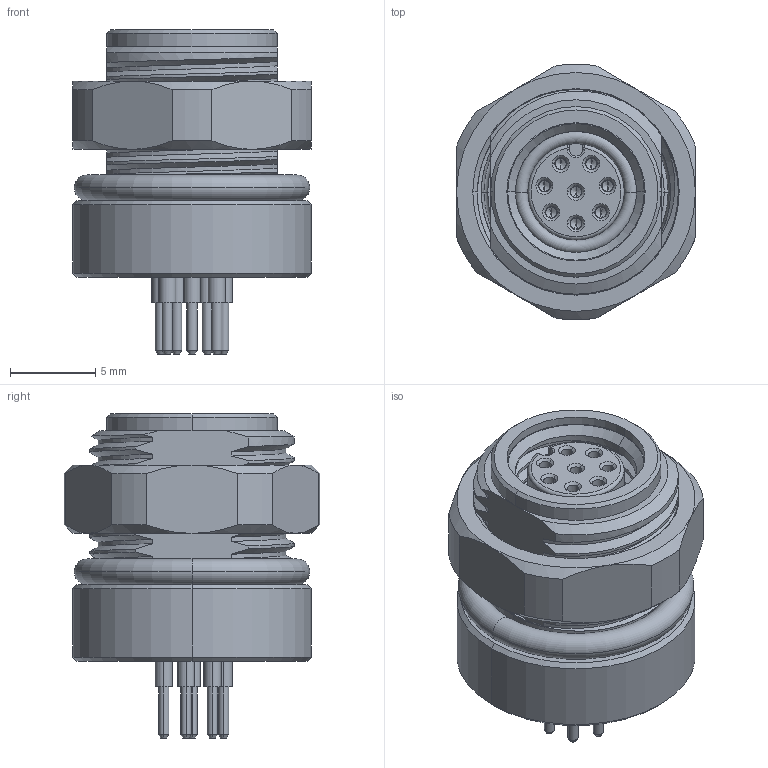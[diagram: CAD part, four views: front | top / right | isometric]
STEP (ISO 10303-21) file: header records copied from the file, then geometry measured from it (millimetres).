
FILE_DESCRIPTION((''),'2;1');
FILE_NAME('8P-K1888B_','2025-09-08T',('gongcheng16'),(''),'PRO/ENGINEER BY PARAMETRIC TECHNOLOGY CORPORATION, 2010280','PRO/ENGINEER BY PARAMETRIC TECHNOLOGY CORPORATION, 2010280','');
FILE_SCHEMA(('CONFIG_CONTROL_DESIGN'));
Products named in the file (1): 8P-K1888B_
Bounding box: 14 x 14.98 x 19 mm (x, y, z)
Volume: 224.2 mm3; surface area: 21012.7 mm2
Topology: 1 solids, 254 shells, 2519 faces, 7019 edges, 4649 vertices
Faces by surface type: cylinder 877, bspline 649, cone 529, plane 386, torus 78
Entity records: 266615 total; most frequent: CARTESIAN_POINT 207639, ORIENTED_EDGE 12614, DIRECTION 10666, EDGE_CURVE 7003, VERTEX_POINT 4649, AXIS2_PLACEMENT_3D 4181, EDGE_LOOP 2656, FACE_OUTER_BOUND 2519
